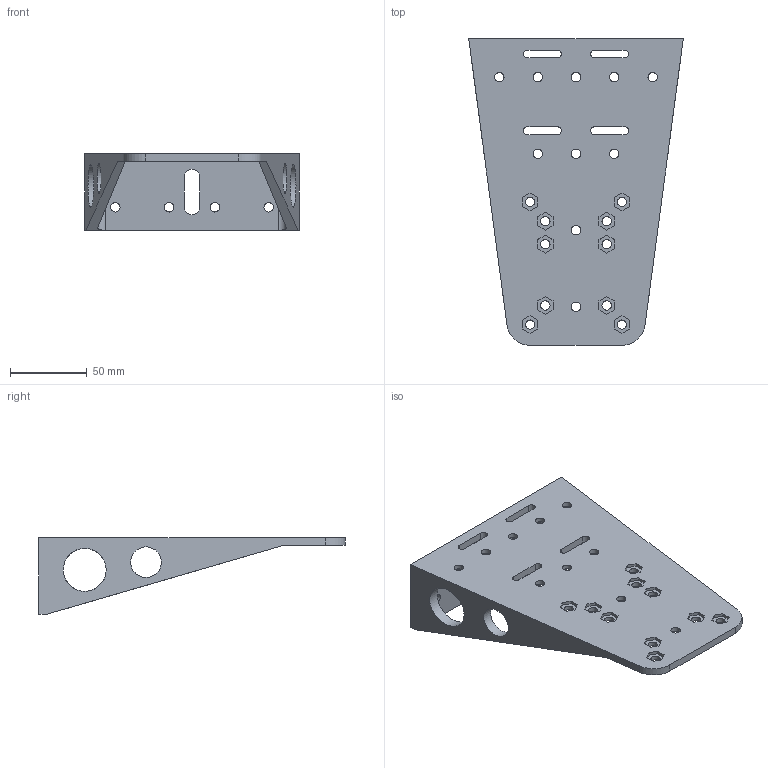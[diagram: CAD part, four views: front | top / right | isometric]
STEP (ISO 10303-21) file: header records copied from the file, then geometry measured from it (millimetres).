
FILE_DESCRIPTION(('FreeCAD Model'),'2;1');
FILE_NAME( 'rearchassis.step' ,'2020-01-11T00:07:24',('Author'),(''), 'Open CASCADE STEP processor 7.3','FreeCAD','Unknown');
FILE_SCHEMA(('AUTOMOTIVE_DESIGN { 1 0 10303 214 1 1 1 1 }'));
Length unit declared in the file: millimetre
Products named in the file (1): rearchassis
Bounding box: 140 x 200 x 50 mm (x, y, z)
Volume: 167870.2 mm3; surface area: 74228.9 mm2
Topology: 1 solids, 1 shells, 206 faces, 548 edges, 364 vertices
Faces by surface type: plane 164, cylinder 42
Full cylindrical faces by diameter (mm): 6 x4, 6.1 x20, 20 x2, 28 x2
Entity records: 13861 total; most frequent: CARTESIAN_POINT 2583, DIRECTION 2096, LINE 1466, VECTOR 1466, ORIENTED_EDGE 1096, PCURVE 1096, DEFINITIONAL_REPRESENTATION 1096, EDGE_CURVE 548
